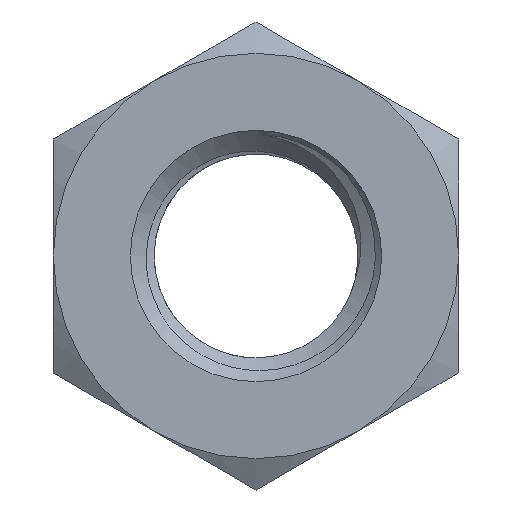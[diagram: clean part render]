
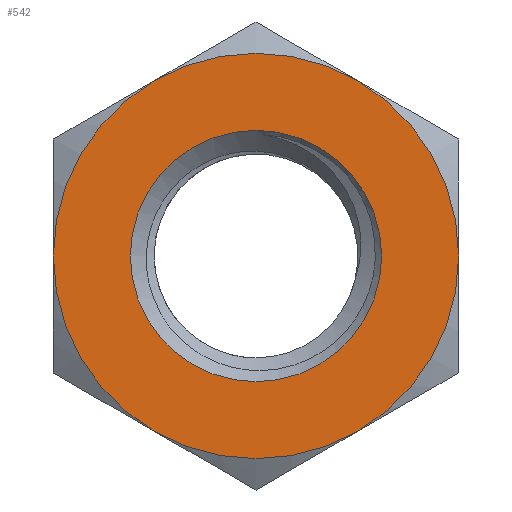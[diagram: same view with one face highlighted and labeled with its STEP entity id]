
A CAD part, front view. The second image highlights one B-rep face of the part: STEP entity #542.
In plain terms, the highlighted planar face has unit normal (0, -1, 0).
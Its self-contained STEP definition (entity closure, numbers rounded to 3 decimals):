
#16=FACE_BOUND('',#113,.T.);
#18=PLANE('',#601);
#77=FACE_OUTER_BOUND('',#112,.T.);
#112=EDGE_LOOP('',(#443,#444,#445,#446,#447,#448));
#113=EDGE_LOOP('',(#449));
#135=CIRCLE('',#588,3.1);
#136=CIRCLE('',#590,5.);
#143=CIRCLE('',#602,5.);
#144=CIRCLE('',#603,5.);
#145=CIRCLE('',#604,5.);
#146=CIRCLE('',#605,5.);
#147=CIRCLE('',#606,5.);
#239=VERTEX_POINT('',#1209);
#240=VERTEX_POINT('',#1213);
#241=VERTEX_POINT('',#1214);
#250=VERTEX_POINT('',#1767);
#251=VERTEX_POINT('',#1769);
#252=VERTEX_POINT('',#1771);
#253=VERTEX_POINT('',#1773);
#301=EDGE_CURVE('',#239,#239,#135,.T.);
#302=EDGE_CURVE('',#240,#241,#136,.T.);
#317=EDGE_CURVE('',#241,#250,#143,.T.);
#318=EDGE_CURVE('',#250,#251,#144,.T.);
#319=EDGE_CURVE('',#251,#252,#145,.T.);
#320=EDGE_CURVE('',#252,#253,#146,.T.);
#321=EDGE_CURVE('',#240,#253,#147,.T.);
#443=ORIENTED_EDGE('',*,*,#302,.T.);
#444=ORIENTED_EDGE('',*,*,#317,.T.);
#445=ORIENTED_EDGE('',*,*,#318,.T.);
#446=ORIENTED_EDGE('',*,*,#319,.T.);
#447=ORIENTED_EDGE('',*,*,#320,.T.);
#448=ORIENTED_EDGE('',*,*,#321,.F.);
#449=ORIENTED_EDGE('',*,*,#301,.T.);
#542=ADVANCED_FACE('',(#77,#16),#18,.F.);
#588=AXIS2_PLACEMENT_3D('',#1211,#665,#666);
#590=AXIS2_PLACEMENT_3D('',#1215,#669,#670);
#601=AXIS2_PLACEMENT_3D('',#1766,#691,#692);
#602=AXIS2_PLACEMENT_3D('',#1768,#693,#694);
#603=AXIS2_PLACEMENT_3D('',#1770,#695,#696);
#604=AXIS2_PLACEMENT_3D('',#1772,#697,#698);
#605=AXIS2_PLACEMENT_3D('',#1774,#699,#700);
#606=AXIS2_PLACEMENT_3D('',#1775,#701,#702);
#665=DIRECTION('center_axis',(0.,1.,0.));
#666=DIRECTION('ref_axis',(0.,0.,1.));
#669=DIRECTION('center_axis',(0.,-1.,0.));
#670=DIRECTION('ref_axis',(0.,0.,1.));
#691=DIRECTION('center_axis',(0.,1.,0.));
#692=DIRECTION('ref_axis',(0.,0.,1.));
#693=DIRECTION('center_axis',(0.,-1.,0.));
#694=DIRECTION('ref_axis',(0.,0.,1.));
#695=DIRECTION('center_axis',(0.,-1.,0.));
#696=DIRECTION('ref_axis',(0.,0.,1.));
#697=DIRECTION('center_axis',(0.,-1.,0.));
#698=DIRECTION('ref_axis',(0.,0.,1.));
#699=DIRECTION('center_axis',(0.,-1.,0.));
#700=DIRECTION('ref_axis',(0.,0.,1.));
#701=DIRECTION('center_axis',(0.,1.,0.));
#702=DIRECTION('ref_axis',(0.,0.,1.));
#1209=CARTESIAN_POINT('',(0.,-1.6,3.1));
#1211=CARTESIAN_POINT('Origin',(0.,-1.6,0.));
#1213=CARTESIAN_POINT('',(2.5,-1.6,4.33));
#1214=CARTESIAN_POINT('',(-2.5,-1.6,4.33));
#1215=CARTESIAN_POINT('Origin',(0.,-1.6,0.));
#1766=CARTESIAN_POINT('Origin',(-5.,-1.6,-2.887));
#1767=CARTESIAN_POINT('',(-5.,-1.6,0.));
#1768=CARTESIAN_POINT('Origin',(0.,-1.6,0.));
#1769=CARTESIAN_POINT('',(-2.5,-1.6,-4.33));
#1770=CARTESIAN_POINT('Origin',(0.,-1.6,0.));
#1771=CARTESIAN_POINT('',(2.5,-1.6,-4.33));
#1772=CARTESIAN_POINT('Origin',(0.,-1.6,0.));
#1773=CARTESIAN_POINT('',(5.,-1.6,0.));
#1774=CARTESIAN_POINT('Origin',(0.,-1.6,0.));
#1775=CARTESIAN_POINT('Origin',(0.,-1.6,0.));
